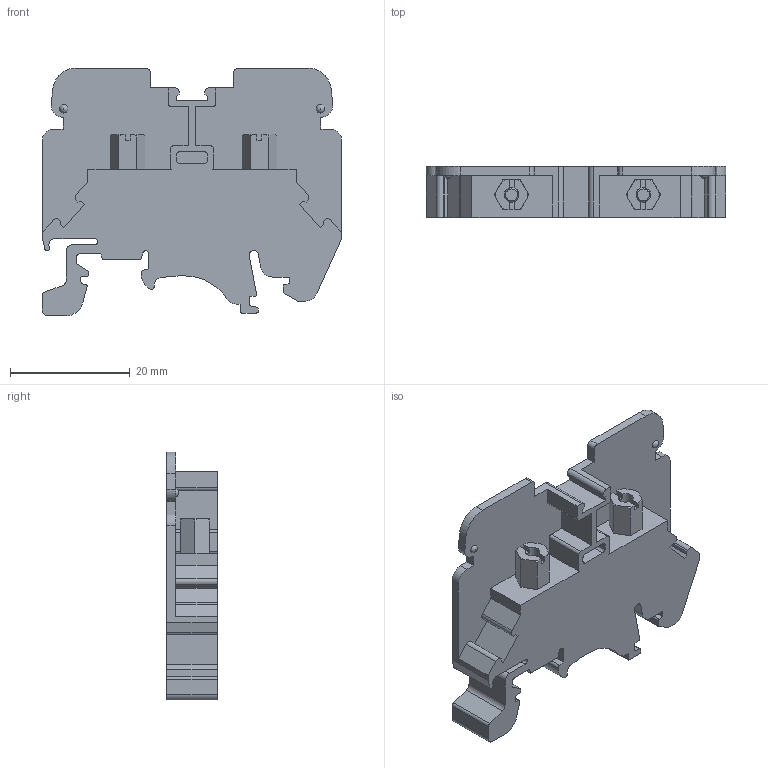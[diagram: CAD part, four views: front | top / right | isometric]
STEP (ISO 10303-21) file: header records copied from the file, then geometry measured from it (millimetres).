
FILE_DESCRIPTION(/* description */ ('Unknown'),/* implementation_level */ '2;1');
FILE_NAME(/* name */ 'KABTM3_3D_SOLID',/* time_stamp */ '2025-03-19T11:57:53+05:00',/* author */ ('Unknown'),/* organization */ ('Unknown'),/* preprocessor_version */ 'ST-DEVELOPER v16.7',/* originating_system */ 'Solid Edge',/* authorisation */ 'Unknown');
FILE_SCHEMA (('AUTOMOTIVE_DESIGN {1 0 10303 214 3 1 1}'));
Length unit declared in the file: millimetre
Products named in the file (1): KABTM3_3D_SOLID
Bounding box: 50 x 8.5 x 41.4 mm (x, y, z)
Volume: 8524 mm3; surface area: 5806.1 mm2
Topology: 1 solids, 4 shells, 228 faces, 651 edges, 434 vertices
Faces by surface type: plane 144, cylinder 54, cone 28, torus 2
Full cylindrical faces by diameter (mm): 2.459 x2, 3 x2
Entity records: 8990 total; most frequent: CARTESIAN_POINT 1436, ORIENTED_EDGE 1270, DIRECTION 1191, EDGE_CURVE 635, LINE 441, VECTOR 441, VERTEX_POINT 428, AXIS2_PLACEMENT_3D 375
